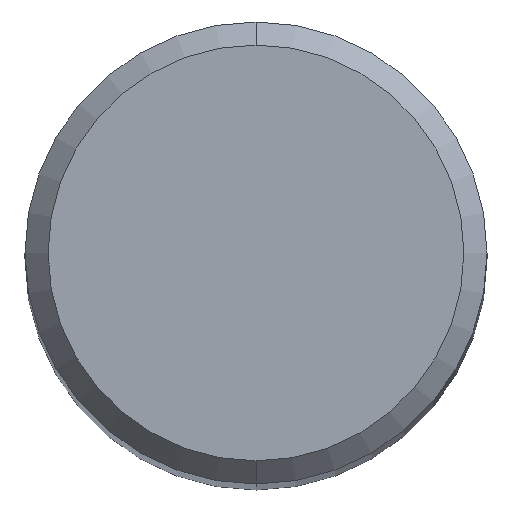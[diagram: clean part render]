
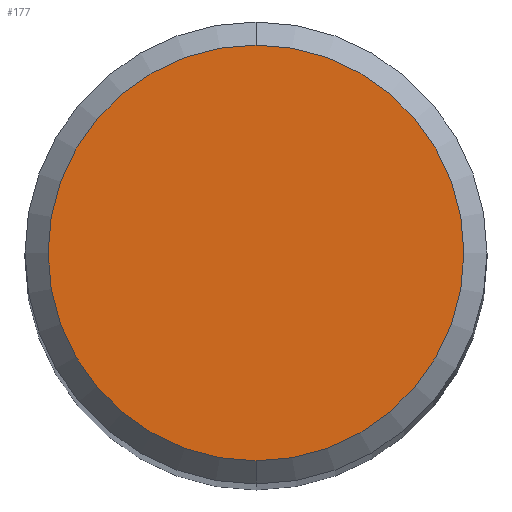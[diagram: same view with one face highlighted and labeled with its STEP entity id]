
A CAD part, top view. The second image highlights one B-rep face of the part: STEP entity #177.
In plain terms, the highlighted planar face has unit normal (0, 0, 1).
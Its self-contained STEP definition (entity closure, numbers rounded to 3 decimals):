
#127=EDGE_CURVE('',#199,#215,#282,.T.);
#147=EDGE_CURVE('',#215,#199,#302,.T.);
#177=ADVANCED_FACE('',(#335),#336,.T.);
#199=VERTEX_POINT('',#361);
#215=VERTEX_POINT('',#380);
#282=CIRCLE('',#453,3.6);
#302=CIRCLE('',#485,3.6);
#335=FACE_OUTER_BOUND('',#528,.T.);
#336=PLANE('',#529);
#361=CARTESIAN_POINT('',(0.0,3.6,0.0));
#380=CARTESIAN_POINT('',(0.,-3.6,0.0));
#453=AXIS2_PLACEMENT_3D('',#653,#654,#655);
#485=AXIS2_PLACEMENT_3D('',#663,#664,#665);
#528=EDGE_LOOP('',(#708,#709));
#529=AXIS2_PLACEMENT_3D('',#710,#711,#712);
#653=CARTESIAN_POINT('',(0.0,0.0,0.0));
#654=DIRECTION('',(0.0,0.0,-1.0));
#655=DIRECTION('',(0.0,1.0,0.0));
#663=CARTESIAN_POINT('',(0.0,0.0,0.0));
#664=DIRECTION('',(0.0,0.0,-1.0));
#665=DIRECTION('',(0.0,1.0,0.0));
#708=ORIENTED_EDGE('',*,*,#127,.F.);
#709=ORIENTED_EDGE('',*,*,#147,.F.);
#710=CARTESIAN_POINT('',(0.0,1.8,0.0));
#711=DIRECTION('',(-0.0,0.0,1.0));
#712=DIRECTION('',(0.0,-1.0,0.0));
